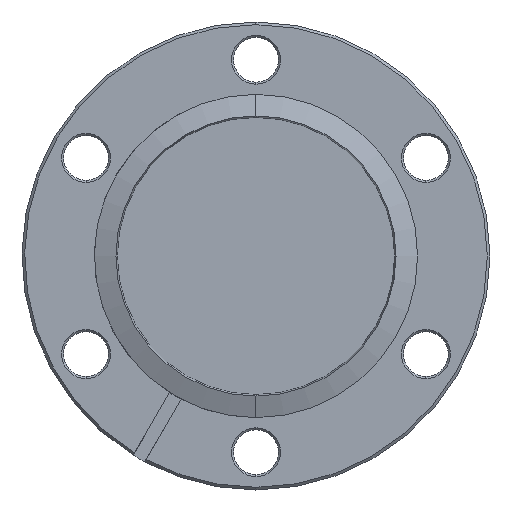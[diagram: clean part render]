
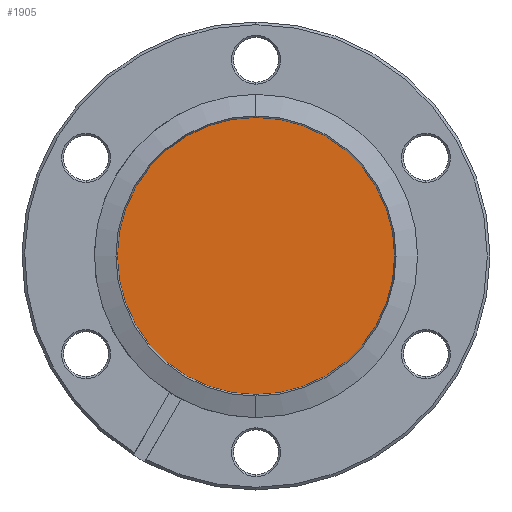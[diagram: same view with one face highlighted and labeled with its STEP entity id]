
A CAD part, front view. The second image highlights one B-rep face of the part: STEP entity #1905.
In plain terms, the highlighted planar face has unit normal (0, -1, 0).
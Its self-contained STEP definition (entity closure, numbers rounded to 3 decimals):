
#40 = DIRECTION ( 'NONE',  ( 0., 0., 1. ) ) ;
#152 = CARTESIAN_POINT ( 'NONE',  ( 0., -8.3, 0. ) ) ;
#401 = DIRECTION ( 'NONE',  ( 0., -1., 0. ) ) ;
#425 = CARTESIAN_POINT ( 'NONE',  ( 0., -8.3, -20.732 ) ) ;
#458 = VERTEX_POINT ( 'NONE', #746 ) ;
#485 = ORIENTED_EDGE ( 'NONE', *, *, #1390, .F. ) ;
#746 = CARTESIAN_POINT ( 'NONE',  ( 0., -8.3, 20.732 ) ) ;
#802 = CIRCLE ( 'NONE', #1881, 20.732 ) ;
#856 = CARTESIAN_POINT ( 'NONE',  ( 0., -8.3, 20.732 ) ) ;
#861 = PLANE ( 'NONE',  #1850 ) ;
#977 = EDGE_LOOP ( 'NONE', ( #1381, #485 ) ) ;
#996 = AXIS2_PLACEMENT_3D ( 'NONE', #1000, #1855, #40 ) ;
#1000 = CARTESIAN_POINT ( 'NONE',  ( 0., -8.3, 0. ) ) ;
#1122 = CIRCLE ( 'NONE', #996, 20.732 ) ;
#1224 = FACE_OUTER_BOUND ( 'NONE', #977, .T. ) ;
#1259 = DIRECTION ( 'NONE',  ( 0., 1., 0. ) ) ;
#1277 = EDGE_CURVE ( 'NONE', #2011, #458, #802, .T. ) ;
#1381 = ORIENTED_EDGE ( 'NONE', *, *, #1277, .F. ) ;
#1390 = EDGE_CURVE ( 'NONE', #458, #2011, #1122, .T. ) ;
#1497 = DIRECTION ( 'NONE',  ( 0., 0., -1. ) ) ;
#1570 = DIRECTION ( 'NONE',  ( 0., 0., 1. ) ) ;
#1850 = AXIS2_PLACEMENT_3D ( 'NONE', #856, #401, #1497 ) ;
#1855 = DIRECTION ( 'NONE',  ( 0., 1., 0. ) ) ;
#1881 = AXIS2_PLACEMENT_3D ( 'NONE', #152, #1259, #1570 ) ;
#1905 = ADVANCED_FACE ( 'NONE', ( #1224 ), #861, .T. ) ;
#2011 = VERTEX_POINT ( 'NONE', #425 ) ;
